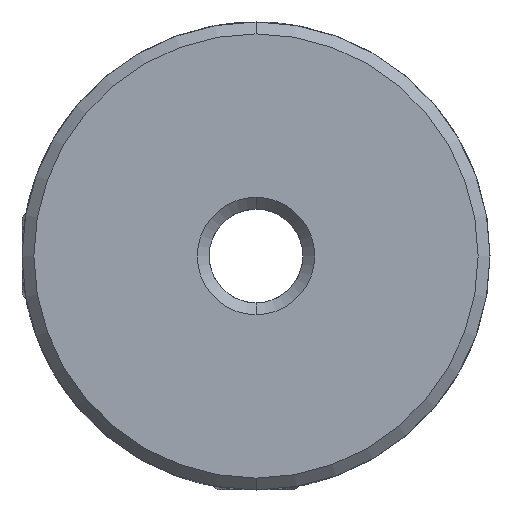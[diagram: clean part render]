
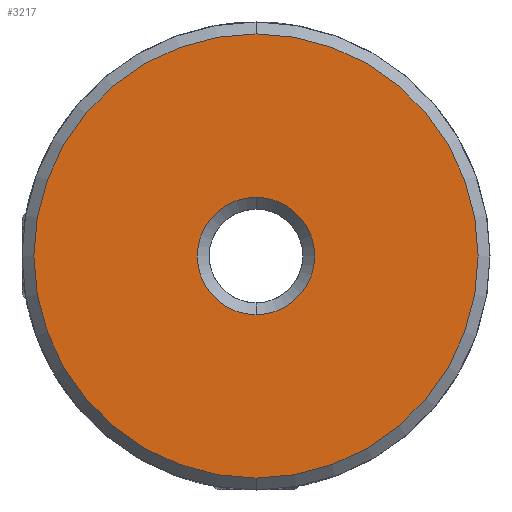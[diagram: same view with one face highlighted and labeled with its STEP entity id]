
A CAD part, left-side view. The second image highlights one B-rep face of the part: STEP entity #3217.
In plain terms, the highlighted planar face has unit normal (-1, 0, 0).
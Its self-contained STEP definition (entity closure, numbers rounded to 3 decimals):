
#3217 = ADVANCED_FACE ( 'NONE', ( #6879, #6886 ), #8138, .T. ) ;
#3762 = VERTEX_POINT ( 'NONE', #9451 ) ;
#3763 = VERTEX_POINT ( 'NONE', #9452 ) ;
#3764 = VERTEX_POINT ( 'NONE', #9453 ) ;
#3765 = VERTEX_POINT ( 'NONE', #9454 ) ;
#3970 = EDGE_CURVE ( 'NONE', #3762, #3763, #10527, .T. ) ;
#3998 = EDGE_CURVE ( 'NONE', #3764, #3765, #10565, .T. ) ;
#4059 = EDGE_CURVE ( 'NONE', #3765, #3764, #10624, .T. ) ;
#4060 = EDGE_CURVE ( 'NONE', #3763, #3762, #10626, .T. ) ;
#4116 = EDGE_LOOP ( 'NONE', ( #5286, #5287 ) ) ;
#4119 = EDGE_LOOP ( 'NONE', ( #5288, #5289 ) ) ;
#5286 = ORIENTED_EDGE ( 'NONE', *, *, #3998, .F. ) ;
#5287 = ORIENTED_EDGE ( 'NONE', *, *, #4059, .F. ) ;
#5288 = ORIENTED_EDGE ( 'NONE', *, *, #4060, .F. ) ;
#5289 = ORIENTED_EDGE ( 'NONE', *, *, #3970, .F. ) ;
#6171 = AXIS2_PLACEMENT_3D ( 'NONE', #8137, #8140, #8141 ) ;
#6879 = FACE_OUTER_BOUND ( 'NONE', #4116, .T. ) ;
#6886 = FACE_BOUND ( 'NONE', #4119, .T. ) ;
#8137 = CARTESIAN_POINT ( 'NONE',  ( -10., 0., 0. ) ) ;
#8138 = PLANE ( 'NONE',  #6171 ) ;
#8140 = DIRECTION ( 'NONE',  ( -1., 0., 0. ) ) ;
#8141 = DIRECTION ( 'NONE',  ( 0., 0., -1. ) ) ;
#8692 = AXIS2_PLACEMENT_3D ( 'NONE', #10129, #10130, #10131 ) ;
#8707 = AXIS2_PLACEMENT_3D ( 'NONE', #10205, #10207, #10208 ) ;
#8733 = AXIS2_PLACEMENT_3D ( 'NONE', #10424, #10425, #10426 ) ;
#8738 = AXIS2_PLACEMENT_3D ( 'NONE', #10413, #10428, #10429 ) ;
#9451 = CARTESIAN_POINT ( 'NONE',  ( -10., 0., 1.881 ) ) ;
#9452 = CARTESIAN_POINT ( 'NONE',  ( -10., 0., -1.881 ) ) ;
#9453 = CARTESIAN_POINT ( 'NONE',  ( -10., 0., 7.119 ) ) ;
#9454 = CARTESIAN_POINT ( 'NONE',  ( -10., 0., -7.119 ) ) ;
#10129 = CARTESIAN_POINT ( 'NONE',  ( -10., 0., 0. ) ) ;
#10130 = DIRECTION ( 'NONE',  ( -1., 0., 0. ) ) ;
#10131 = DIRECTION ( 'NONE',  ( 0., 0., -1. ) ) ;
#10205 = CARTESIAN_POINT ( 'NONE',  ( -10., 0., 0. ) ) ;
#10207 = DIRECTION ( 'NONE',  ( 1., 0., 0. ) ) ;
#10208 = DIRECTION ( 'NONE',  ( 0., 0., -1. ) ) ;
#10413 = CARTESIAN_POINT ( 'NONE',  ( -10., 0., 0. ) ) ;
#10424 = CARTESIAN_POINT ( 'NONE',  ( -10., 0., 0. ) ) ;
#10425 = DIRECTION ( 'NONE',  ( 1., 0., 0. ) ) ;
#10426 = DIRECTION ( 'NONE',  ( 0., 0., -1. ) ) ;
#10428 = DIRECTION ( 'NONE',  ( -1., 0., 0. ) ) ;
#10429 = DIRECTION ( 'NONE',  ( 0., 0., -1. ) ) ;
#10527 = CIRCLE ( 'NONE', #8692, 1.881 ) ;
#10565 = CIRCLE ( 'NONE', #8707, 7.119 ) ;
#10624 = CIRCLE ( 'NONE', #8733, 7.119 ) ;
#10626 = CIRCLE ( 'NONE', #8738, 1.881 ) ;
